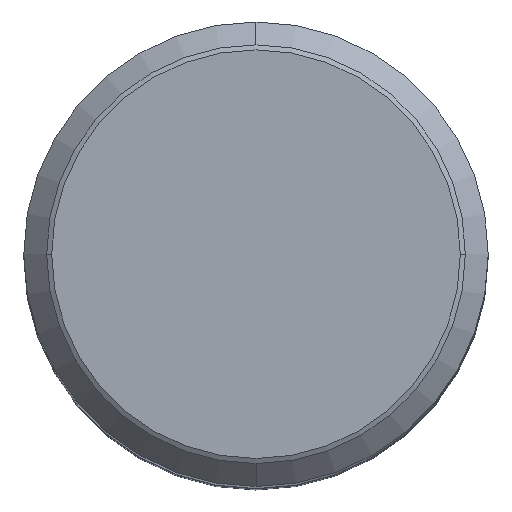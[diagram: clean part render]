
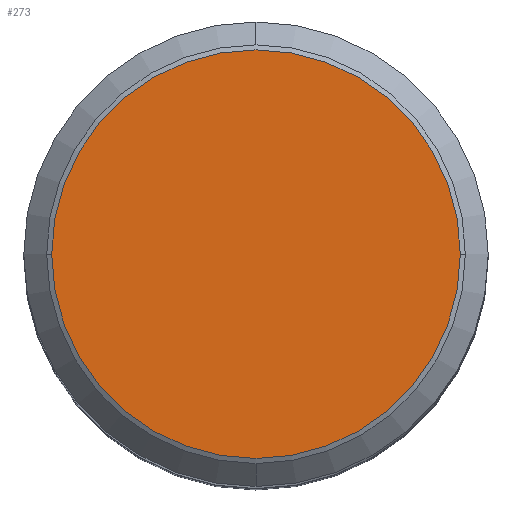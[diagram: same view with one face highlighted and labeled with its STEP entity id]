
A CAD part, top view. The second image highlights one B-rep face of the part: STEP entity #273.
In plain terms, the highlighted planar face has unit normal (0, 0, 1).
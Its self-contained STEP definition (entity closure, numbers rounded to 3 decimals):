
#173=EDGE_CURVE('',#201,#225,#370,.T.);
#181=EDGE_CURVE('',#225,#201,#378,.T.);
#201=VERTEX_POINT('',#402);
#225=VERTEX_POINT('',#427);
#273=ADVANCED_FACE('',(#482),#483,.T.);
#370=CIRCLE('',#590,15.835);
#378=CIRCLE('',#604,15.835);
#402=CARTESIAN_POINT('',(15.835,0.,111.0));
#427=CARTESIAN_POINT('',(-15.835,0.,111.0));
#482=FACE_OUTER_BOUND('',#735,.T.);
#483=PLANE('',#736);
#590=AXIS2_PLACEMENT_3D('',#853,#854,#855);
#604=AXIS2_PLACEMENT_3D('',#861,#862,#863);
#735=EDGE_LOOP('',(#996,#997));
#736=AXIS2_PLACEMENT_3D('',#998,#999,#1000);
#853=CARTESIAN_POINT('',(0.,0.0,111.0));
#854=DIRECTION('',(0.0,0.0,1.0));
#855=DIRECTION('',(-1.0,0.,0.0));
#861=CARTESIAN_POINT('',(0.,0.0,111.0));
#862=DIRECTION('',(0.0,0.0,1.0));
#863=DIRECTION('',(-1.0,0.,0.0));
#996=ORIENTED_EDGE('',*,*,#181,.T.);
#997=ORIENTED_EDGE('',*,*,#173,.T.);
#998=CARTESIAN_POINT('',(0.,-8.,111.0));
#999=DIRECTION('',(0.0,0.0,1.0));
#1000=DIRECTION('',(0.,-1.0,0.0));
